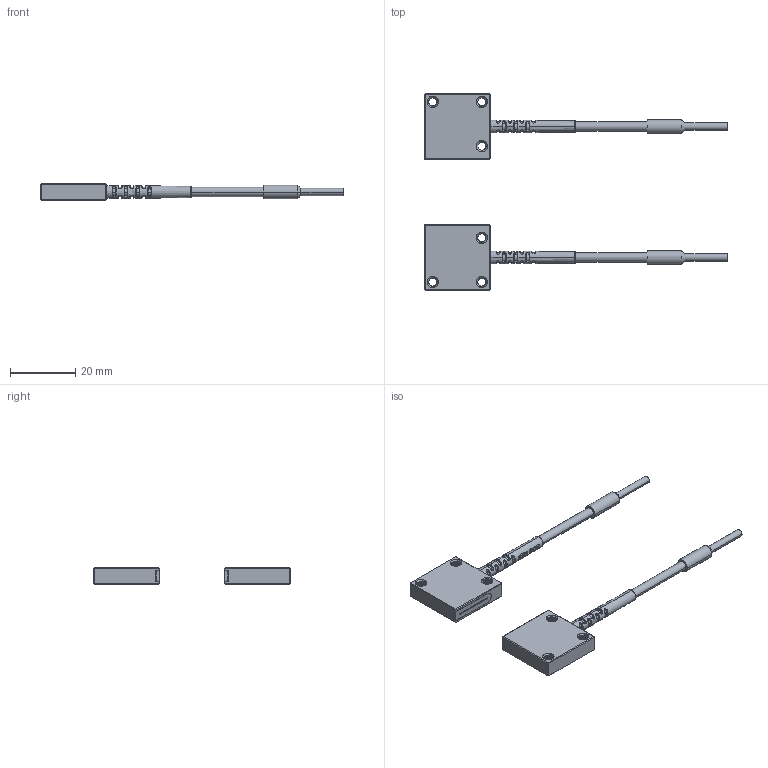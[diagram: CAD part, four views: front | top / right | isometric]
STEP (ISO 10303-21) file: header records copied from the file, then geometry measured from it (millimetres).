
FILE_DESCRIPTION((''),'2;1');
FILE_NAME('PT20C32_ASM','2021-05-08T15:50:31',('Administrator'),(''),'CREO PARAMETRIC BY PTC INC, 2018400','CREO PARAMETRIC BY PTC INC, 2018400','');
FILE_SCHEMA(('CONFIG_CONTROL_DESIGN'));
Length unit declared in the file: millimetre
Products named in the file (6): PRT0005_; PRT0003_; PRT0001; PTQL_; ASM0001__ASM; PT20C32_ASM
Assembly tree (6 placements, depth 3):
  PT20C32_ASM
    ASM0001__ASM  x2
      PRT0005_
      PRT0003_
      PRT0001
      PTQL_
Bounding box: 92.5 x 60 x 5 mm (x, y, z)
Volume: 4937.5 mm3; surface area: 5619.5 mm2
Topology: 10 solids, 10 shells, 746 faces, 1992 edges, 1288 vertices
Faces by surface type: cylinder 272, bspline 202, plane 156, torus 64, cone 52
Entity records: 25162 total; most frequent: CARTESIAN_POINT 16259, ORIENTED_EDGE 1992, DIRECTION 1544, EDGE_CURVE 996, VERTEX_POINT 644, AXIS2_PLACEMENT_3D 632, EDGE_LOOP 484, FACE_OUTER_BOUND 373
